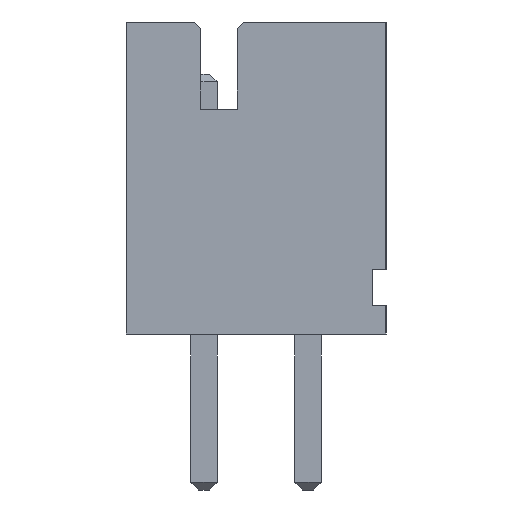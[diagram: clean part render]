
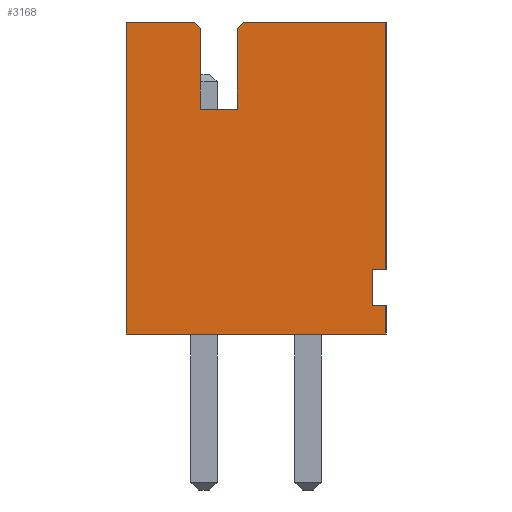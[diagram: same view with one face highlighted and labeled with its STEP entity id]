
A CAD part, left-side view. The second image highlights one B-rep face of the part: STEP entity #3168.
In plain terms, the highlighted planar face has unit normal (-1, 0, 0).
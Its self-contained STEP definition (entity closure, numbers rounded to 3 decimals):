
#26 = DIRECTION ( 'NONE',  ( 0., -0.707, -0.707 ) ) ;
#214 = CARTESIAN_POINT ( 'NONE',  ( 0., 5., -6. ) ) ;
#374 = LINE ( 'NONE', #214, #9457 ) ;
#807 = VECTOR ( 'NONE', #21843, 1000. ) ;
#1054 = CARTESIAN_POINT ( 'NONE',  ( 0., 2.734, 0. ) ) ;
#1207 = ORIENTED_EDGE ( 'NONE', *, *, #7093, .T. ) ;
#2107 = LINE ( 'NONE', #25414, #21610 ) ;
#3168 = ADVANCED_FACE ( 'NONE', ( #29031 ), #12306, .T. ) ;
#3229 = LINE ( 'NONE', #12569, #4353 ) ;
#3826 = VECTOR ( 'NONE', #16368, 1000. ) ;
#4204 = VERTEX_POINT ( 'NONE', #24535 ) ;
#4353 = VECTOR ( 'NONE', #17333, 1000. ) ;
#4768 = CARTESIAN_POINT ( 'NONE',  ( 0., 2.856, -1.677 ) ) ;
#4951 = VERTEX_POINT ( 'NONE', #7901 ) ;
#5092 = VERTEX_POINT ( 'NONE', #23621 ) ;
#5649 = VECTOR ( 'NONE', #16789, 1000. ) ;
#5767 = LINE ( 'NONE', #15139, #10450 ) ;
#6089 = ORIENTED_EDGE ( 'NONE', *, *, #27568, .T. ) ;
#6435 = DIRECTION ( 'NONE',  ( 0., 0., 1. ) ) ;
#6570 = EDGE_LOOP ( 'NONE', ( #28414, #7960, #28753, #20660, #29961, #21372, #19438, #29064, #18871, #6089, #9061, #1207, #11393, #14520 ) ) ;
#6698 = CARTESIAN_POINT ( 'NONE',  ( 0., 0., -4.755 ) ) ;
#6847 = VERTEX_POINT ( 'NONE', #4768 ) ;
#7093 = EDGE_CURVE ( 'NONE', #24038, #8888, #27639, .T. ) ;
#7901 = CARTESIAN_POINT ( 'NONE',  ( 0., 0.25, -5.455 ) ) ;
#7960 = ORIENTED_EDGE ( 'NONE', *, *, #21723, .F. ) ;
#8350 = CARTESIAN_POINT ( 'NONE',  ( 0., 0., 0. ) ) ;
#8888 = VERTEX_POINT ( 'NONE', #6698 ) ;
#8997 = VECTOR ( 'NONE', #15290, 1000. ) ;
#9025 = VERTEX_POINT ( 'NONE', #19412 ) ;
#9061 = ORIENTED_EDGE ( 'NONE', *, *, #18904, .T. ) ;
#9137 = DIRECTION ( 'NONE',  ( 0., -1., 0. ) ) ;
#9313 = CARTESIAN_POINT ( 'NONE',  ( 0., 5., 0. ) ) ;
#9457 = VECTOR ( 'NONE', #9935, 1000. ) ;
#9633 = CARTESIAN_POINT ( 'NONE',  ( 0., 3.69, 0. ) ) ;
#9935 = DIRECTION ( 'NONE',  ( 0., 0., 1. ) ) ;
#10450 = VECTOR ( 'NONE', #24047, 1000. ) ;
#10477 = DIRECTION ( 'NONE',  ( 0., -0.707, 0.707 ) ) ;
#11015 = CARTESIAN_POINT ( 'NONE',  ( 0., 0., -6. ) ) ;
#11189 = CARTESIAN_POINT ( 'NONE',  ( 0., 0., -4.755 ) ) ;
#11393 = ORIENTED_EDGE ( 'NONE', *, *, #23037, .T. ) ;
#12084 = VECTOR ( 'NONE', #13824, 1000. ) ;
#12112 = VERTEX_POINT ( 'NONE', #24937 ) ;
#12306 = PLANE ( 'NONE',  #16648 ) ;
#12569 = CARTESIAN_POINT ( 'NONE',  ( 0., 0., 0. ) ) ;
#12827 = CARTESIAN_POINT ( 'NONE',  ( 0., 3.569, -0.121 ) ) ;
#12922 = EDGE_CURVE ( 'NONE', #4204, #22705, #19097, .T. ) ;
#13824 = DIRECTION ( 'NONE',  ( 0., -1., 0. ) ) ;
#14345 = CARTESIAN_POINT ( 'NONE',  ( 0., 3.569, -0.121 ) ) ;
#14520 = ORIENTED_EDGE ( 'NONE', *, *, #17593, .F. ) ;
#14623 = CARTESIAN_POINT ( 'NONE',  ( 0., 0.25, -4.755 ) ) ;
#15034 = DIRECTION ( 'NONE',  ( 0., 0., 1. ) ) ;
#15139 = CARTESIAN_POINT ( 'NONE',  ( 0., 0., 0. ) ) ;
#15290 = DIRECTION ( 'NONE',  ( 0., 0., -1. ) ) ;
#15328 = LINE ( 'NONE', #11015, #28934 ) ;
#16165 = CARTESIAN_POINT ( 'NONE',  ( 0., 3.569, -1.677 ) ) ;
#16368 = DIRECTION ( 'NONE',  ( 0., 0., 1. ) ) ;
#16648 = AXIS2_PLACEMENT_3D ( 'NONE', #29792, #23004, #6435 ) ;
#16789 = DIRECTION ( 'NONE',  ( 0., 0., 1. ) ) ;
#17314 = VERTEX_POINT ( 'NONE', #25177 ) ;
#17333 = DIRECTION ( 'NONE',  ( 0., -1., 0. ) ) ;
#17409 = EDGE_CURVE ( 'NONE', #12112, #24819, #374, .T. ) ;
#17593 = EDGE_CURVE ( 'NONE', #5092, #29998, #5767, .T. ) ;
#17612 = EDGE_CURVE ( 'NONE', #22759, #17314, #26505, .T. ) ;
#18298 = CARTESIAN_POINT ( 'NONE',  ( 0., 2.856, -0.121 ) ) ;
#18318 = CARTESIAN_POINT ( 'NONE',  ( 0., 0., -6. ) ) ;
#18871 = ORIENTED_EDGE ( 'NONE', *, *, #12922, .T. ) ;
#18904 = EDGE_CURVE ( 'NONE', #4951, #24038, #23674, .T. ) ;
#19017 = VECTOR ( 'NONE', #9137, 1000. ) ;
#19097 = LINE ( 'NONE', #19397, #807 ) ;
#19397 = CARTESIAN_POINT ( 'NONE',  ( 0., 0., -6. ) ) ;
#19412 = CARTESIAN_POINT ( 'NONE',  ( 0., 2.856, -0.121 ) ) ;
#19438 = ORIENTED_EDGE ( 'NONE', *, *, #17409, .F. ) ;
#19437 = VECTOR ( 'NONE', #10477, 1000. ) ;
#20174 = CARTESIAN_POINT ( 'NONE',  ( 0., 3.69, 0. ) ) ;
#20194 = EDGE_CURVE ( 'NONE', #17314, #6847, #25351, .T. ) ;
#20660 = ORIENTED_EDGE ( 'NONE', *, *, #17612, .F. ) ;
#20746 = VERTEX_POINT ( 'NONE', #20174 ) ;
#21372 = ORIENTED_EDGE ( 'NONE', *, *, #22421, .F. ) ;
#21610 = VECTOR ( 'NONE', #25090, 1000. ) ;
#21647 = VECTOR ( 'NONE', #26, 1000. ) ;
#21723 = EDGE_CURVE ( 'NONE', #6847, #9025, #28035, .T. ) ;
#21843 = DIRECTION ( 'NONE',  ( 0., 0., 1. ) ) ;
#21984 = LINE ( 'NONE', #1054, #19437 ) ;
#22156 = VECTOR ( 'NONE', #24843, 1000. ) ;
#22421 = EDGE_CURVE ( 'NONE', #24819, #20746, #3229, .T. ) ;
#22705 = VERTEX_POINT ( 'NONE', #26730 ) ;
#22759 = VERTEX_POINT ( 'NONE', #14345 ) ;
#23004 = DIRECTION ( 'NONE',  ( -1., 0., 0. ) ) ;
#23037 = EDGE_CURVE ( 'NONE', #8888, #29998, #15328, .T. ) ;
#23089 = LINE ( 'NONE', #18318, #19017 ) ;
#23621 = CARTESIAN_POINT ( 'NONE',  ( 0., 2.734, 0. ) ) ;
#23674 = LINE ( 'NONE', #14623, #5649 ) ;
#24038 = VERTEX_POINT ( 'NONE', #24983 ) ;
#24047 = DIRECTION ( 'NONE',  ( 0., -1., 0. ) ) ;
#24535 = CARTESIAN_POINT ( 'NONE',  ( 0., 0., -6. ) ) ;
#24819 = VERTEX_POINT ( 'NONE', #9313 ) ;
#24843 = DIRECTION ( 'NONE',  ( 0., -1., 0. ) ) ;
#24937 = CARTESIAN_POINT ( 'NONE',  ( 0., 5., -6. ) ) ;
#24983 = CARTESIAN_POINT ( 'NONE',  ( 0., 0.25, -4.755 ) ) ;
#25090 = DIRECTION ( 'NONE',  ( 0., 1., 0. ) ) ;
#25177 = CARTESIAN_POINT ( 'NONE',  ( 0., 3.569, -1.677 ) ) ;
#25351 = LINE ( 'NONE', #16165, #12084 ) ;
#25414 = CARTESIAN_POINT ( 'NONE',  ( 0., 0.25, -5.455 ) ) ;
#26068 = EDGE_CURVE ( 'NONE', #12112, #4204, #23089, .T. ) ;
#26248 = EDGE_CURVE ( 'NONE', #9025, #5092, #21984, .T. ) ;
#26505 = LINE ( 'NONE', #12827, #8997 ) ;
#26730 = CARTESIAN_POINT ( 'NONE',  ( 0., 0., -5.455 ) ) ;
#27568 = EDGE_CURVE ( 'NONE', #22705, #4951, #2107, .T. ) ;
#27639 = LINE ( 'NONE', #11189, #22156 ) ;
#28035 = LINE ( 'NONE', #18298, #3826 ) ;
#28414 = ORIENTED_EDGE ( 'NONE', *, *, #26248, .F. ) ;
#28753 = ORIENTED_EDGE ( 'NONE', *, *, #20194, .F. ) ;
#28877 = EDGE_CURVE ( 'NONE', #20746, #22759, #30075, .T. ) ;
#28934 = VECTOR ( 'NONE', #15034, 1000. ) ;
#29031 = FACE_OUTER_BOUND ( 'NONE', #6570, .T. ) ;
#29064 = ORIENTED_EDGE ( 'NONE', *, *, #26068, .T. ) ;
#29792 = CARTESIAN_POINT ( 'NONE',  ( 0., 0., -6. ) ) ;
#29961 = ORIENTED_EDGE ( 'NONE', *, *, #28877, .F. ) ;
#29998 = VERTEX_POINT ( 'NONE', #8350 ) ;
#30075 = LINE ( 'NONE', #9633, #21647 ) ;
